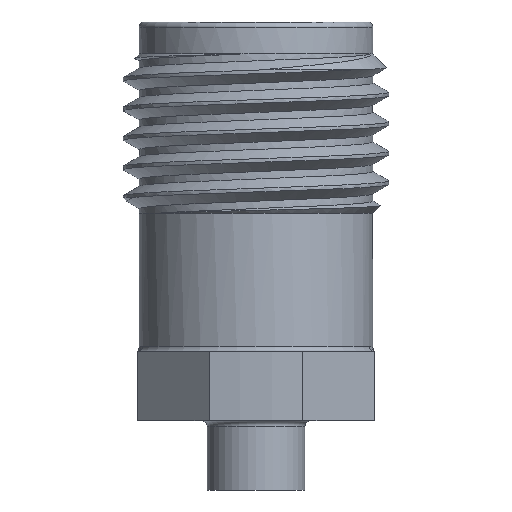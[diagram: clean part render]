
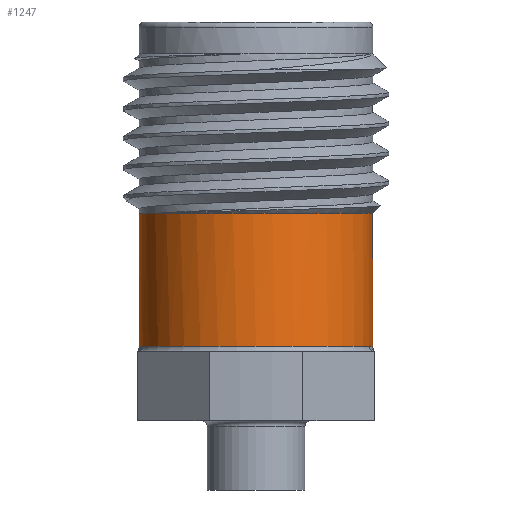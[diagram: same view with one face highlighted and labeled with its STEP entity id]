
A CAD part, front view. The second image highlights one B-rep face of the part: STEP entity #1247.
In plain terms, the highlighted cylindrical face has radius 2.791 mm (diameter 5.582 mm), a full revolution.
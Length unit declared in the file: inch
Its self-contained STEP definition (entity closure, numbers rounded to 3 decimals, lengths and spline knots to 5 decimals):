
#33 = EDGE_CURVE ( 'NONE', #1333, #218, #2138, .T. ) ;
#39 = B_SPLINE_CURVE_WITH_KNOTS ( 'NONE', 3,
 ( #1795, #1810, #2156, #53, #2136, #579 ),
 .UNSPECIFIED., .F., .F.,
 ( 4, 2, 4 ),
 ( 0., 0.00068, 0.00135 ),
 .UNSPECIFIED. ) ;
#40 = CARTESIAN_POINT ( 'NONE',  ( -0.01486, 0.111, 0.195 ) ) ;
#47 = VERTEX_POINT ( 'NONE', #1401 ) ;
#53 = CARTESIAN_POINT ( 'NONE',  ( -0.1099, -0.00884, 0.06867 ) ) ;
#82 = ORIENTED_EDGE ( 'NONE', *, *, #1235, .F. ) ;
#97 = CIRCLE ( 'NONE', #1813, 0.10989 ) ;
#178 = CARTESIAN_POINT ( 'NONE',  ( -0.02869, -0.10825, 0.195 ) ) ;
#218 = VERTEX_POINT ( 'NONE', #1101 ) ;
#231 = ORIENTED_EDGE ( 'NONE', *, *, #1691, .T. ) ;
#291 = DIRECTION ( 'NONE',  ( 0., 0., 1. ) ) ;
#336 = VERTEX_POINT ( 'NONE', #1106 ) ;
#342 = CARTESIAN_POINT ( 'NONE',  ( 0., 0., 0.06 ) ) ;
#355 = CARTESIAN_POINT ( 'NONE',  ( 0.05672, -0.09656, 0.195 ) ) ;
#373 = CARTESIAN_POINT ( 'NONE',  ( -0.10818, 0.02056, 0.19507 ) ) ;
#400 = CARTESIAN_POINT ( 'NONE',  ( -0.05538, 0.09491, 0.195 ) ) ;
#418 = DIRECTION ( 'NONE',  ( -1., 0., 0. ) ) ;
#432 = DIRECTION ( 'NONE',  ( 0., 0., 1. ) ) ;
#433 = DIRECTION ( 'NONE',  ( -1., 0., 0. ) ) ;
#462 = EDGE_LOOP ( 'NONE', ( #82, #1020 ) ) ;
#505 = EDGE_CURVE ( 'NONE', #336, #715, #39, .T. ) ;
#526 = CARTESIAN_POINT ( 'NONE',  ( -0.05538, 0.09491, 0.195 ) ) ;
#534 = CARTESIAN_POINT ( 'NONE',  ( -0.09487, -0.05545, 0.195 ) ) ;
#538 = CARTESIAN_POINT ( 'NONE',  ( 0.02821, 0.10838, 0.195 ) ) ;
#540 = CARTESIAN_POINT ( 'NONE',  ( -0.10237, -0.04255, 0.19496 ) ) ;
#545 = FACE_OUTER_BOUND ( 'NONE', #462, .T. ) ;
#548 = CARTESIAN_POINT ( 'NONE',  ( 0.08902, -0.06795, 0.195 ) ) ;
#563 = CYLINDRICAL_SURFACE ( 'NONE', #1965, 0.10989 ) ;
#578 = CARTESIAN_POINT ( 'NONE',  ( 0.10881, -0.01779, 0.07 ) ) ;
#579 = CARTESIAN_POINT ( 'NONE',  ( -0.10665, -0.02649, 0.07 ) ) ;
#625 = CARTESIAN_POINT ( 'NONE',  ( 0.10665, -0.02649, 0.07 ) ) ;
#639 = EDGE_CURVE ( 'NONE', #47, #336, #97, .T. ) ;
#715 = VERTEX_POINT ( 'NONE', #1848 ) ;
#727 = CARTESIAN_POINT ( 'NONE',  ( -0.08398, -0.07408, 0.195 ) ) ;
#754 = CARTESIAN_POINT ( 'NONE',  ( 0.10881, 0.01777, 0.07 ) ) ;
#875 = AXIS2_PLACEMENT_3D ( 'NONE', #1468, #432, #418 ) ;
#884 = CARTESIAN_POINT ( 'NONE',  ( 0.0493, 0.10055, 0.195 ) ) ;
#889 = CARTESIAN_POINT ( 'NONE',  ( 0.03628, -0.10595, 0.195 ) ) ;
#925 = CARTESIAN_POINT ( 'NONE',  ( -0.06748, -0.08937, 0.195 ) ) ;
#1020 = ORIENTED_EDGE ( 'NONE', *, *, #33, .F. ) ;
#1042 = FACE_OUTER_BOUND ( 'NONE', #2113, .T. ) ;
#1063 = CARTESIAN_POINT ( 'NONE',  ( -0.09487, -0.05545, 0.195 ) ) ;
#1075 = DIRECTION ( 'NONE',  ( 0., 0., 1. ) ) ;
#1101 = CARTESIAN_POINT ( 'NONE',  ( -0.09487, -0.05545, 0.195 ) ) ;
#1106 = CARTESIAN_POINT ( 'NONE',  ( -0.10665, 0.02649, 0.07 ) ) ;
#1168 = B_SPLINE_CURVE_WITH_KNOTS ( 'NONE', 3,
 ( #1809, #578, #1984, #1801, #754, #1970 ),
 .UNSPECIFIED., .F., .F.,
 ( 4, 2, 4 ),
 ( 0., 0.00068, 0.00135 ),
 .UNSPECIFIED. ) ;
#1235 = EDGE_CURVE ( 'NONE', #218, #1333, #1526, .T. ) ;
#1247 = ADVANCED_FACE ( 'NONE', ( #1042, #545 ), #563, .T. ) ;
#1259 = CIRCLE ( 'NONE', #875, 0.10989 ) ;
#1262 = CARTESIAN_POINT ( 'NONE',  ( -0.07835, 0.07842, 0.19493 ) ) ;
#1333 = VERTEX_POINT ( 'NONE', #400 ) ;
#1399 = CARTESIAN_POINT ( 'NONE',  ( 0.11092, 0.01543, 0.195 ) ) ;
#1401 = CARTESIAN_POINT ( 'NONE',  ( 0.10665, 0.02649, 0.07 ) ) ;
#1408 = CARTESIAN_POINT ( 'NONE',  ( -0.10927, 0.01348, 0.19506 ) ) ;
#1468 = CARTESIAN_POINT ( 'NONE',  ( 0., 0., 0.07 ) ) ;
#1484 = ORIENTED_EDGE ( 'NONE', *, *, #1831, .T. ) ;
#1526 = B_SPLINE_CURVE_WITH_KNOTS ( 'NONE', 3,
 ( #1063, #727, #925, #178, #2087, #889, #355, #548, #2268, #1589, #1399, #1931, #1595, #884, #538, #40, #1909, #526 ),
 .UNSPECIFIED., .F., .F.,
 ( 4, 2, 2, 2, 2, 2, 2, 2, 4 ),
 ( 0.58419, 0.67792, 0.77165, 0.86539, 0.95912, 1.05286, 1.14659, 1.24033, 1.33406 ),
 .UNSPECIFIED. ) ;
#1528 = ORIENTED_EDGE ( 'NONE', *, *, #639, .T. ) ;
#1589 = CARTESIAN_POINT ( 'NONE',  ( 0.11176, -0.00705, 0.195 ) ) ;
#1595 = CARTESIAN_POINT ( 'NONE',  ( 0.08366, 0.07445, 0.195 ) ) ;
#1597 = CARTESIAN_POINT ( 'NONE',  ( -0.10986, -0.00728, 0.19496 ) ) ;
#1691 = EDGE_CURVE ( 'NONE', #1946, #47, #1168, .T. ) ;
#1774 = CARTESIAN_POINT ( 'NONE',  ( -0.1071, -0.02833, 0.19492 ) ) ;
#1795 = CARTESIAN_POINT ( 'NONE',  ( -0.10665, 0.02649, 0.07 ) ) ;
#1801 = CARTESIAN_POINT ( 'NONE',  ( 0.1099, 0.00884, 0.06867 ) ) ;
#1809 = CARTESIAN_POINT ( 'NONE',  ( 0.10665, -0.02649, 0.07 ) ) ;
#1810 = CARTESIAN_POINT ( 'NONE',  ( -0.10881, 0.01779, 0.07 ) ) ;
#1813 = AXIS2_PLACEMENT_3D ( 'NONE', #1971, #291, #433 ) ;
#1831 = EDGE_CURVE ( 'NONE', #715, #1946, #1259, .T. ) ;
#1848 = CARTESIAN_POINT ( 'NONE',  ( -0.10665, -0.02649, 0.07 ) ) ;
#1909 = CARTESIAN_POINT ( 'NONE',  ( -0.03675, 0.10579, 0.195 ) ) ;
#1931 = CARTESIAN_POINT ( 'NONE',  ( 0.09685, 0.05622, 0.195 ) ) ;
#1936 = CARTESIAN_POINT ( 'NONE',  ( -0.06719, 0.08802, 0.19492 ) ) ;
#1946 = VERTEX_POINT ( 'NONE', #625 ) ;
#1965 = AXIS2_PLACEMENT_3D ( 'NONE', #342, #1075, #2139 ) ;
#1970 = CARTESIAN_POINT ( 'NONE',  ( 0.10665, 0.02649, 0.07 ) ) ;
#1971 = CARTESIAN_POINT ( 'NONE',  ( 0., 0., 0.07 ) ) ;
#1984 = CARTESIAN_POINT ( 'NONE',  ( 0.10988, -0.00903, 0.06868 ) ) ;
#2005 = ORIENTED_EDGE ( 'NONE', *, *, #505, .T. ) ;
#2087 = CARTESIAN_POINT ( 'NONE',  ( -0.00647, -0.1118, 0.195 ) ) ;
#2093 = CARTESIAN_POINT ( 'NONE',  ( -0.05538, 0.09491, 0.195 ) ) ;
#2101 = CARTESIAN_POINT ( 'NONE',  ( -0.10275, 0.04154, 0.19505 ) ) ;
#2113 = EDGE_LOOP ( 'NONE', ( #1528, #2005, #1484, #231 ) ) ;
#2122 = CARTESIAN_POINT ( 'NONE',  ( -0.09616, 0.05515, 0.195 ) ) ;
#2136 = CARTESIAN_POINT ( 'NONE',  ( -0.10881, -0.01777, 0.07 ) ) ;
#2138 = B_SPLINE_CURVE_WITH_KNOTS ( 'NONE', 3,
 ( #2093, #1936, #1262, #2122, #2101, #373, #1408, #2273, #1597, #1774, #540, #534 ),
 .UNSPECIFIED., .F., .F.,
 ( 4, 2, 2, 2, 2, 4 ),
 ( 0., 0.25, 0.5, 0.625, 0.75, 1. ),
 .UNSPECIFIED. ) ;
#2139 = DIRECTION ( 'NONE',  ( 1., 0., 0. ) ) ;
#2156 = CARTESIAN_POINT ( 'NONE',  ( -0.10988, 0.00903, 0.06868 ) ) ;
#2268 = CARTESIAN_POINT ( 'NONE',  ( 0.1008, -0.04878, 0.195 ) ) ;
#2273 = CARTESIAN_POINT ( 'NONE',  ( -0.1101, -0.00043, 0.195 ) ) ;
